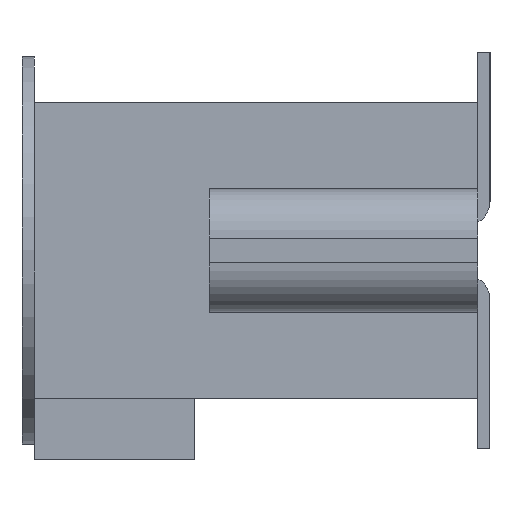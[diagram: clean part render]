
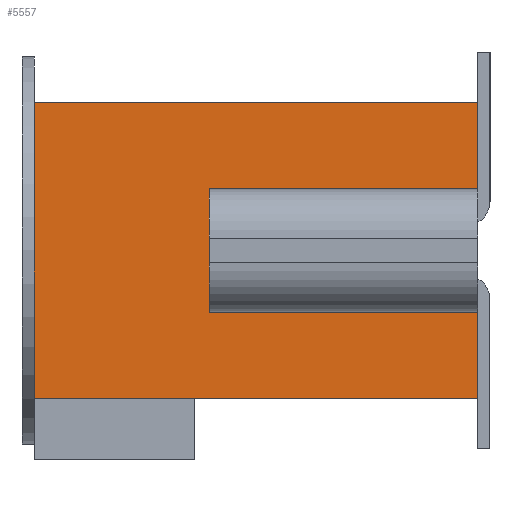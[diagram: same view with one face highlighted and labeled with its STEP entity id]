
A CAD part, left-side view. The second image highlights one B-rep face of the part: STEP entity #5557.
In plain terms, the highlighted planar face has unit normal (-1, 0, 0).
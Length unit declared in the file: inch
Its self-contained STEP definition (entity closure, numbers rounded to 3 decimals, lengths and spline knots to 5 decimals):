
#347=ORIENTED_EDGE('',*,*,#1905,.F.);
#348=ORIENTED_EDGE('',*,*,#1785,.F.);
#349=ORIENTED_EDGE('',*,*,#1810,.T.);
#350=ORIENTED_EDGE('',*,*,#1925,.T.);
#351=ORIENTED_EDGE('',*,*,#1927,.F.);
#352=ORIENTED_EDGE('',*,*,#1912,.F.);
#353=ORIENTED_EDGE('',*,*,#1804,.T.);
#354=ORIENTED_EDGE('',*,*,#1801,.T.);
#1785=EDGE_CURVE('',#2591,#2592,#3129,.T.);
#1801=EDGE_CURVE('',#2608,#2607,#3145,.T.);
#1804=EDGE_CURVE('',#2609,#2608,#3148,.T.);
#1810=EDGE_CURVE('',#2591,#2614,#3152,.T.);
#1905=EDGE_CURVE('',#2592,#2607,#3245,.T.);
#1912=EDGE_CURVE('',#2609,#2708,#3251,.T.);
#1925=EDGE_CURVE('',#2614,#2714,#3261,.T.);
#1927=EDGE_CURVE('',#2708,#2714,#3263,.T.);
#2591=VERTEX_POINT('',#7843);
#2592=VERTEX_POINT('',#7845);
#2607=VERTEX_POINT('',#7876);
#2608=VERTEX_POINT('',#7878);
#2609=VERTEX_POINT('',#7883);
#2614=VERTEX_POINT('',#7893);
#2708=VERTEX_POINT('',#8096);
#2714=VERTEX_POINT('',#8120);
#3129=LINE('',#7844,#3845);
#3145=LINE('',#7877,#3861);
#3148=LINE('',#7882,#3864);
#3152=LINE('',#7894,#3868);
#3245=LINE('',#8083,#3961);
#3251=LINE('',#8095,#3967);
#3261=LINE('',#8121,#3977);
#3263=LINE('',#8125,#3979);
#3845=VECTOR('',#6309,39.37008);
#3861=VECTOR('',#6327,39.37008);
#3864=VECTOR('',#6332,39.37008);
#3868=VECTOR('',#6340,39.37008);
#3961=VECTOR('',#6445,39.37008);
#3967=VECTOR('',#6457,39.37008);
#3977=VECTOR('',#6485,39.37008);
#3979=VECTOR('',#6491,39.37008);
#4595=EDGE_LOOP('',(#347,#348,#349,#350,#351,#352,#353,#354));
#4951=FACE_BOUND('',#4595,.T.);
#5283=PLANE('',#5919);
#5557=ADVANCED_FACE('',(#4951),#5283,.T.);
#5919=AXIS2_PLACEMENT_3D('',#8124,#6489,#6490);
#6309=DIRECTION('',(0.,1.,0.));
#6327=DIRECTION('',(0.,1.,0.));
#6332=DIRECTION('',(0.,0.,1.));
#6340=DIRECTION('',(0.,0.,1.));
#6445=DIRECTION('',(0.,0.,1.));
#6457=DIRECTION('',(0.,1.,0.));
#6485=DIRECTION('',(0.,1.,0.));
#6489=DIRECTION('',(-1.,0.,0.));
#6490=DIRECTION('',(0.,0.,1.));
#6491=DIRECTION('',(0.,0.,-1.));
#7843=CARTESIAN_POINT('',(-0.2575,0.,-0.06));
#7844=CARTESIAN_POINT('',(-0.2575,0.,-0.06));
#7845=CARTESIAN_POINT('',(-0.2575,0.18,-0.06));
#7876=CARTESIAN_POINT('',(-0.2575,0.18,0.06));
#7877=CARTESIAN_POINT('',(-0.2575,0.,0.06));
#7878=CARTESIAN_POINT('',(-0.2575,0.,0.06));
#7882=CARTESIAN_POINT('',(-0.2575,0.,0.025));
#7883=CARTESIAN_POINT('',(-0.2575,0.,0.025));
#7893=CARTESIAN_POINT('',(-0.2575,0.,-0.025));
#7894=CARTESIAN_POINT('',(-0.2575,0.,-0.06));
#8083=CARTESIAN_POINT('',(-0.2575,0.18,-0.06));
#8095=CARTESIAN_POINT('',(-0.2575,0.,0.025));
#8096=CARTESIAN_POINT('',(-0.2575,0.109,0.025));
#8120=CARTESIAN_POINT('',(-0.2575,0.109,-0.025));
#8121=CARTESIAN_POINT('',(-0.2575,0.,-0.025));
#8124=CARTESIAN_POINT('',(-0.2575,0.,-0.06));
#8125=CARTESIAN_POINT('',(-0.2575,0.109,0.12));
